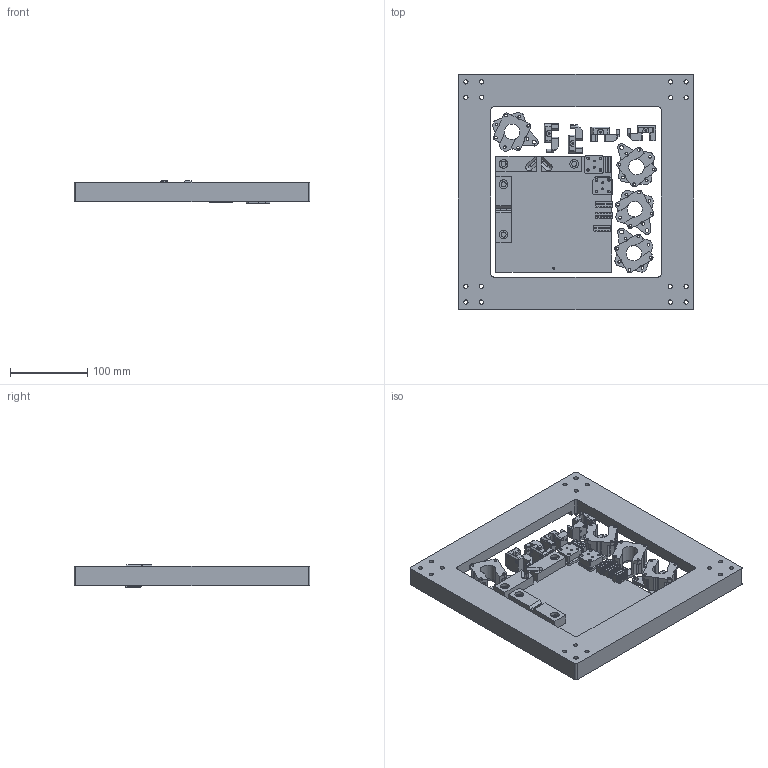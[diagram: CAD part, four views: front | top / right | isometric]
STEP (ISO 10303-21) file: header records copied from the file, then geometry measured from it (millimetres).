
FILE_DESCRIPTION(/* description */ ('STEP AP242','CAx-IF Rec.Pracs.---Representation and Presentation of Product Manufacturing Information (PMI)---4.0---2014-10-13','CAx-IF Rec.Pracs.---3D Tessellated Geometry---0.4---2014-09-14','2;1'),/* implementation_level */ '2;1');
FILE_NAME(/* name */ '676069476836ba1b7f672a90',/* time_stamp */ '2024-12-16T17:54:16Z',/* author */ (''),/* organization */ (''),/* preprocessor_version */ 'ST-DEVELOPER v20',/* originating_system */ 'ONSHAPE BY PTC INC, 1.191',/* authorisation */ ' ');
FILE_SCHEMA (('AP242_MANAGED_MODEL_BASED_3D_ENGINEERING_MIM_LF { 1 0 10303 442 1 1 4 }'));
Length unit declared in the file: metre
Products named in the file (12): Rails Volumetric 2.0; Print Bed; Gantry Frame; Gantry Bracket (B); Motor Bracket; Belt Tensioner; Gantry Bracket (A); Bed Mount (Left); Spacer; Top Plate; Bed Mount (Back Right); Bed Mount (Front Right)
Assembly tree (21 placements, depth 2):
  Rails Volumetric 2.0
    Print Bed
    Gantry Frame
    Gantry Bracket (B)  x2
    Motor Bracket  x4
    Belt Tensioner  x4
    Gantry Bracket (A)  x2
    Bed Mount (Left)
    Spacer  x2
    Top Plate  x2
    Bed Mount (Back Right)
    Bed Mount (Front Right)
Bounding box: 304.8 x 304.8 x 29.44 mm (x, y, z)
Volume: 1311992.9 mm3; surface area: 286902.6 mm2
Topology: 21 solids, 21 shells, 1311 faces, 3754 edges, 2430 vertices
Faces by surface type: plane 656, cylinder 437, cone 218
Full cylindrical faces by diameter (mm): 2.5 x95, 3.3 x4, 3.4 x68, 5 x4, 5.5 x16, 6.6 x4, 8.1 x3, 11.25 x4, 16.1 x1, 20 x4, 22 x4
Entity records: 20523 total; most frequent: DIRECTION 3557, CARTESIAN_POINT 3440, ORIENTED_EDGE 3000, EDGE_CURVE 1500, AXIS2_PLACEMENT_3D 1344, FACE_BOUND 1194, VERTEX_POINT 1176, EDGE_LOOP 1126
